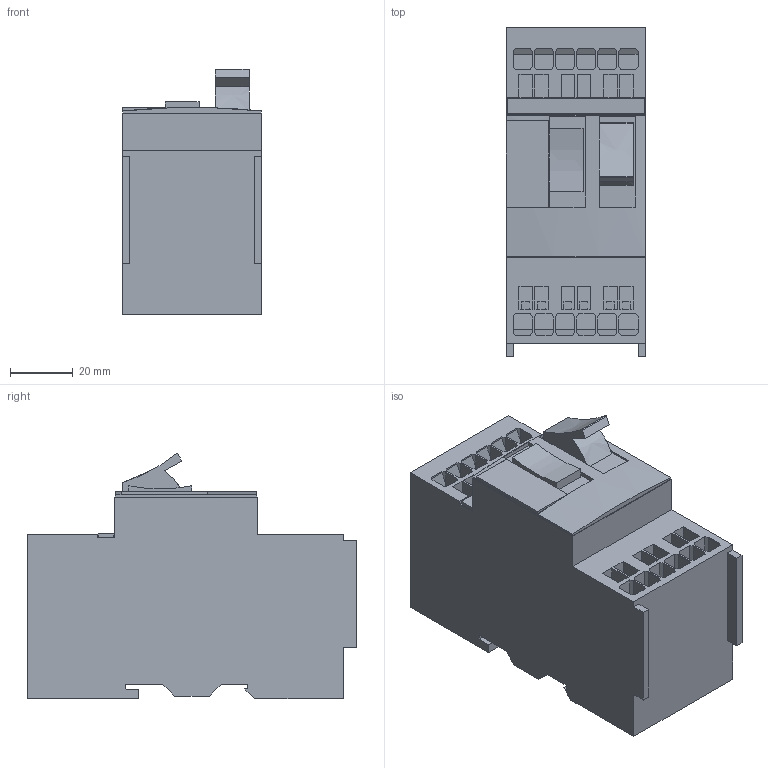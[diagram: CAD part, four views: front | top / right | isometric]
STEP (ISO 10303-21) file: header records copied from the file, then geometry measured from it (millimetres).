
FILE_DESCRIPTION((''),'2;1');
FILE_NAME('SB108709_3D-SOFTWARE_COLOUR_ASM','2012-07-09T',('SESA181470'),('Schneider-Electric'),'PRO/ENGINEER BY PARAMETRIC TECHNOLOGY CORPORATION, 2009400','PRO/ENGINEER BY PARAMETRIC TECHNOLOGY CORPORATION, 2009400','');
FILE_SCHEMA(('CONFIG_CONTROL_DESIGN'));
Length unit declared in the file: millimetre
Products named in the file (5): GV2ME103_1_4; BOUTON_STOP_1_1; PLAQUE_TRANSPARENTE_1_1; BOUTON_MARCHE_1_1; SB108709_3D-SOFTWARE_COLOUR_ASM
Assembly tree (4 placements, depth 2):
  SB108709_3D-SOFTWARE_COLOUR_ASM
    GV2ME103_1_4
    BOUTON_STOP_1_1
    PLAQUE_TRANSPARENTE_1_1
    BOUTON_MARCHE_1_1
Bounding box: 44.6 x 105.25 x 78.48 mm (x, y, z)
Volume: 253693.8 mm3; surface area: 35588.5 mm2
Topology: 4 solids, 4 shells, 332 faces, 868 edges, 567 vertices
Faces by surface type: plane 324, cylinder 5, extrusion 3
Entity records: 10100 total; most frequent: CARTESIAN_POINT 1812, ORIENTED_EDGE 1736, DIRECTION 1556, EDGE_CURVE 868, VECTOR 850, LINE 847, VERTEX_POINT 567, EDGE_LOOP 355
